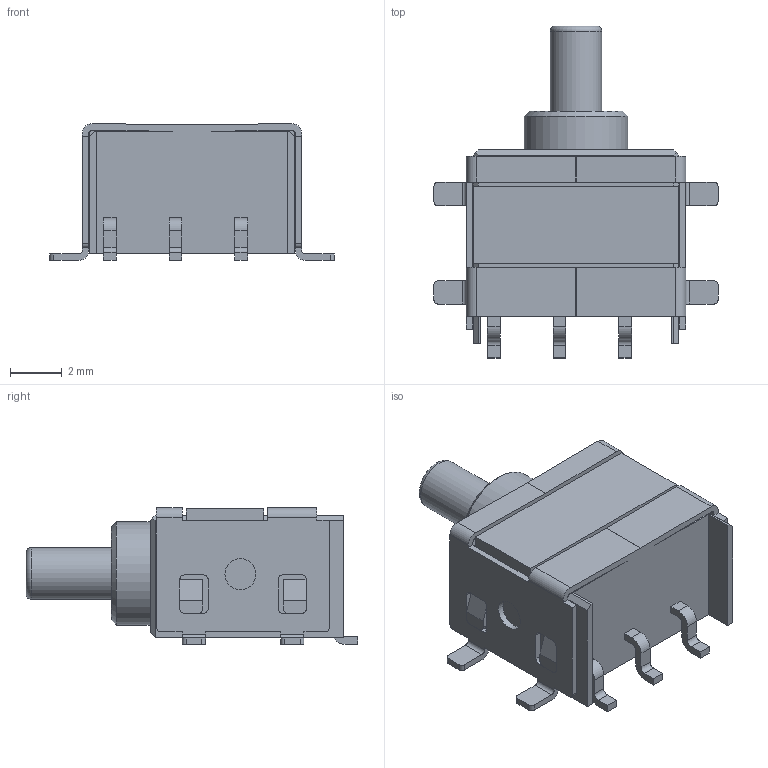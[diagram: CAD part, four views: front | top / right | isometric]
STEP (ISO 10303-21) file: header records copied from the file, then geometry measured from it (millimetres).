
FILE_DESCRIPTION( ( 'STEP AP214' ), '1' );
FILE_NAME( 'CFPA-1FB4-A2T.stp', '2020-03-04T23:15:06', ( '' ), ( '' ), ' ', 'PARTsolutions', ' ' );
FILE_SCHEMA( ( 'AUTOMOTIVE_DESIGN { 1 0 10303 214 1 1 1 1 }' ) );
Length unit declared in the file: millimetre
Products named in the file (3): CFPA-1FB4-A2T; _CFPA body; _CFPA button
Assembly tree (2 placements, depth 2):
  CFPA-1FB4-A2T
    _CFPA body
    _CFPA button
Bounding box: 11 x 12.85 x 5.3 mm (x, y, z)
Volume: 303.3 mm3; surface area: 497.7 mm2
Topology: 2 solids, 2 shells, 206 faces, 612 edges, 407 vertices
Faces by surface type: plane 137, cylinder 66, cone 2, torus 1
Full cylindrical faces by diameter (mm): 1.2 x2, 2 x1, 4 x1
Entity records: 8570 total; most frequent: CARTESIAN_POINT 1214, ORIENTED_EDGE 1202, DIRECTION 1154, EDGE_CURVE 601, LINE 466, VECTOR 466, VERTEX_POINT 404, AXIS2_PLACEMENT_3D 344
